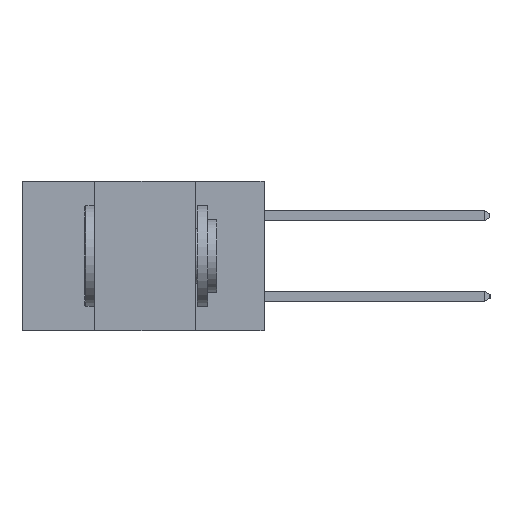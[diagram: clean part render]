
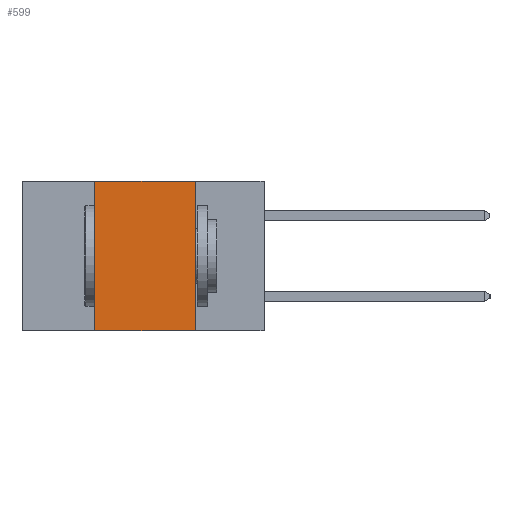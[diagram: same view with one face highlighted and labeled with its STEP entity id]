
A CAD part, left-side view. The second image highlights one B-rep face of the part: STEP entity #599.
In plain terms, the highlighted planar face has unit normal (-1, 0, 0).
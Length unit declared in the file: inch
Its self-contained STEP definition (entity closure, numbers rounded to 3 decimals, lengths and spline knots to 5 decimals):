
#315 = CARTESIAN_POINT ( 'NONE',  ( 0., 0.17, 0. ) ) ;
#599 = ADVANCED_FACE ( 'NONE', ( #11162 ), #21095, .F. ) ;
#800 = CARTESIAN_POINT ( 'NONE',  ( 0., 0.42, -0.37 ) ) ;
#1445 = DIRECTION ( 'NONE',  ( 0., -1., 0. ) ) ;
#2445 = CARTESIAN_POINT ( 'NONE',  ( 0., 0.42, 0. ) ) ;
#2630 = VERTEX_POINT ( 'NONE', #2445 ) ;
#3989 = LINE ( 'NONE', #6444, #7415 ) ;
#4321 = ORIENTED_EDGE ( 'NONE', *, *, #20552, .F. ) ;
#5230 = CARTESIAN_POINT ( 'NONE',  ( 0., 0.17, -0.37 ) ) ;
#6444 = CARTESIAN_POINT ( 'NONE',  ( 0., 0.6, 0. ) ) ;
#6534 = ORIENTED_EDGE ( 'NONE', *, *, #11954, .F. ) ;
#7415 = VECTOR ( 'NONE', #16367, 39.37008 ) ;
#7603 = EDGE_CURVE ( 'NONE', #21885, #21294, #15863, .T. ) ;
#9112 = DIRECTION ( 'NONE',  ( 1., 0., 0. ) ) ;
#11162 = FACE_OUTER_BOUND ( 'NONE', #18560, .T. ) ;
#11833 = ORIENTED_EDGE ( 'NONE', *, *, #7603, .T. ) ;
#11954 = EDGE_CURVE ( 'NONE', #21885, #2630, #13463, .T. ) ;
#12973 = CARTESIAN_POINT ( 'NONE',  ( 0., 0.17, -0.37 ) ) ;
#13463 = LINE ( 'NONE', #800, #23092 ) ;
#14050 = VERTEX_POINT ( 'NONE', #315 ) ;
#14693 = DIRECTION ( 'NONE',  ( 0., 0., 1. ) ) ;
#14979 = CARTESIAN_POINT ( 'NONE',  ( 0., 0.6, 0. ) ) ;
#15422 = EDGE_CURVE ( 'NONE', #2630, #14050, #3989, .T. ) ;
#15863 = LINE ( 'NONE', #24836, #19742 ) ;
#16367 = DIRECTION ( 'NONE',  ( 0., -1., 0. ) ) ;
#16534 = DIRECTION ( 'NONE',  ( 0., 0., -1. ) ) ;
#18481 = ORIENTED_EDGE ( 'NONE', *, *, #15422, .F. ) ;
#18560 = EDGE_LOOP ( 'NONE', ( #4321, #18481, #6534, #11833 ) ) ;
#18665 = CARTESIAN_POINT ( 'NONE',  ( 0., 0.42, -0.37 ) ) ;
#19742 = VECTOR ( 'NONE', #1445, 39.37008 ) ;
#20048 = AXIS2_PLACEMENT_3D ( 'NONE', #14979, #9112, #16534 ) ;
#20236 = VECTOR ( 'NONE', #22590, 39.37008 ) ;
#20552 = EDGE_CURVE ( 'NONE', #14050, #21294, #21443, .T. ) ;
#21095 = PLANE ( 'NONE',  #20048 ) ;
#21294 = VERTEX_POINT ( 'NONE', #5230 ) ;
#21443 = LINE ( 'NONE', #12973, #20236 ) ;
#21885 = VERTEX_POINT ( 'NONE', #18665 ) ;
#22590 = DIRECTION ( 'NONE',  ( 0., 0., -1. ) ) ;
#23092 = VECTOR ( 'NONE', #14693, 39.37008 ) ;
#24836 = CARTESIAN_POINT ( 'NONE',  ( 0., 0.6, -0.37 ) ) ;
